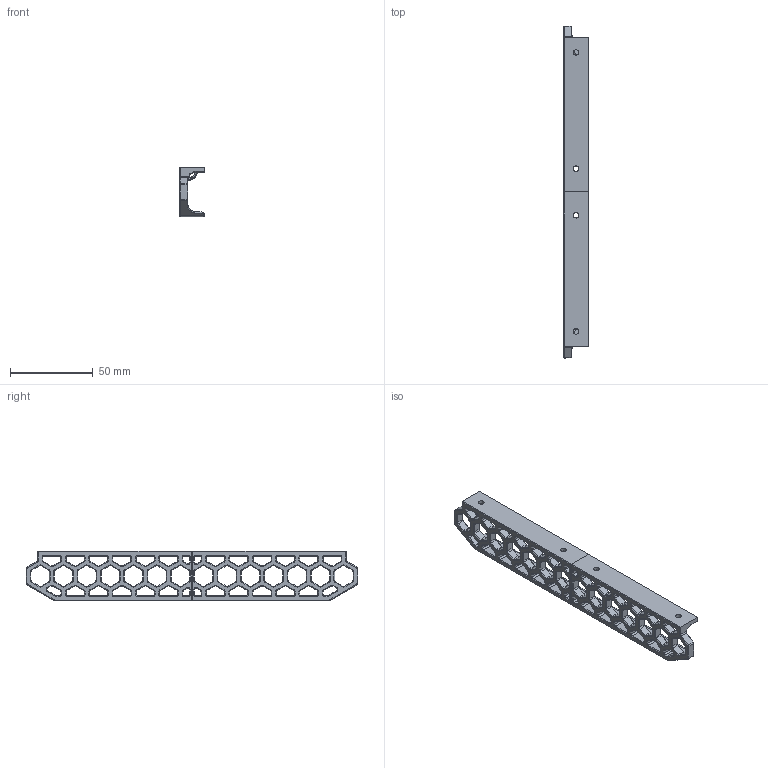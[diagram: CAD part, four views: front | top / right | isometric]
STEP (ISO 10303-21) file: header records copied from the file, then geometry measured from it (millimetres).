
FILE_DESCRIPTION(/* description */ (''),/* implementation_level */ '2;1');
FILE_NAME(/* name */ 'V0 zip tie skirts.step',/* time_stamp */ '2021-02-06T16:41:39-05:00',/* author */ (''),/* organization */ (''),/* preprocessor_version */ 'ST-DEVELOPER v18.1',/* originating_system */ 'Autodesk Translation Framework v9.7.1.1290',/* authorisation */ '');
FILE_SCHEMA (('AUTOMOTIVE_DESIGN { 1 0 10303 214 3 1 1 }'));
Products named in the file (2): V0 zip tie skirts - Voronusers; v0 foot_skirt_left
Assembly tree (1 placements, depth 2):
  V0 zip tie skirts - Voronusers
    v0 foot_skirt_left
Bounding box: 15 x 200 x 30 mm (x, y, z)
Volume: 25901.9 mm3; surface area: 22110.6 mm2
Topology: 2 solids, 2 shells, 1762 faces, 4332 edges, 2470 vertices
Faces by surface type: plane 600, bspline 472, cone 396, cylinder 294
Full cylindrical faces by diameter (mm): 3.4 x6, 6 x4
Entity records: 91703 total; most frequent: CARTESIAN_POINT 53273, ORIENTED_EDGE 8552, DIRECTION 6986, EDGE_CURVE 4276, VERTEX_POINT 2470, AXIS2_PLACEMENT_3D 2367, LINE 2252, VECTOR 2252
